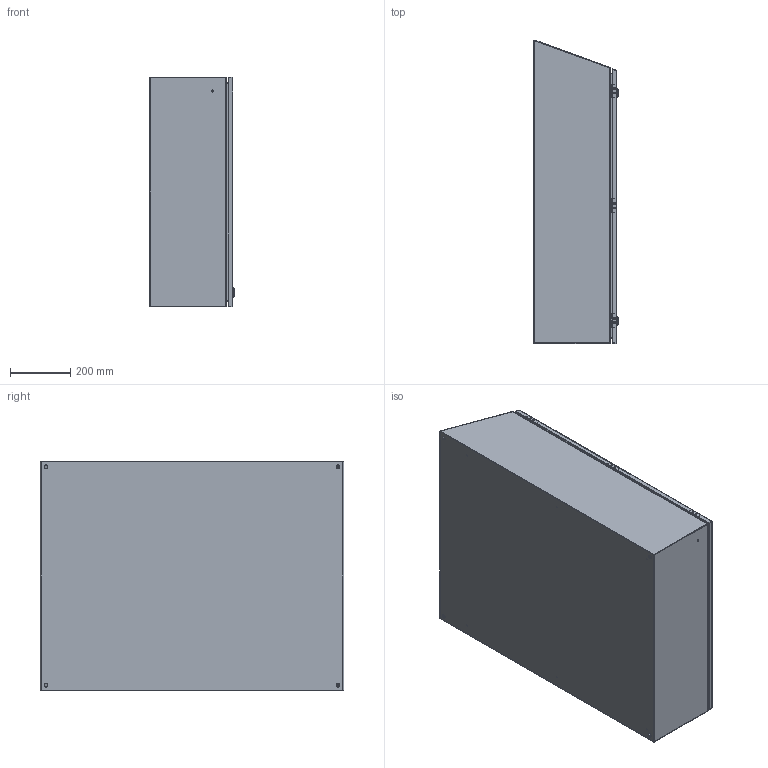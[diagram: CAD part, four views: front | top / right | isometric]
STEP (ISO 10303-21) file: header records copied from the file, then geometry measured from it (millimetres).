
FILE_DESCRIPTION (( 'STEP AP214' ), '1' );
FILE_NAME ('ST363010LG.STEP', '2019-07-11T14:15:04', ( '' ), ( '' ), 'SwSTEP 2.0', 'SolidWorks 2018', '' );
FILE_SCHEMA (( 'AUTOMOTIVE_DESIGN' ));
Length unit declared in the file: inch
Products named in the file (1): ST363010LG
Bounding box: 279.32 x 1005.84 x 762 mm (x, y, z)
Volume: 4871628.5 mm3; surface area: 5379564.4 mm2
Topology: 35 solids, 36 shells, 900 faces, 2106 edges, 1308 vertices
Faces by surface type: plane 438, cylinder 290, bspline 114, torus 36, cone 22
Entity records: 40202 total; most frequent: CARTESIAN_POINT 7847, ORIENTED_EDGE 4172, DIRECTION 4170, EDGE_CURVE 2086, AXIS2_PLACEMENT_3D 1475, VERTEX_POINT 1308, LINE 1220, VECTOR 1220
